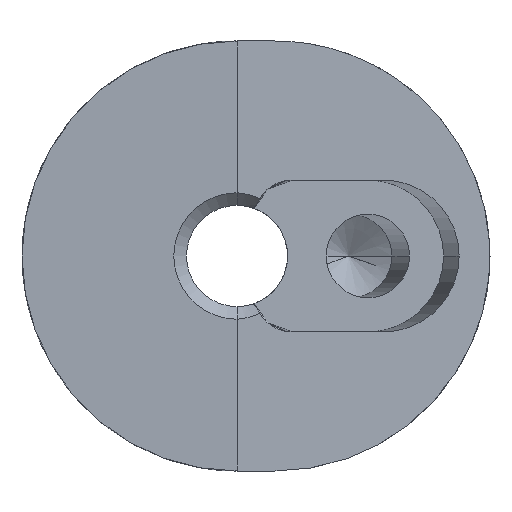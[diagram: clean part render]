
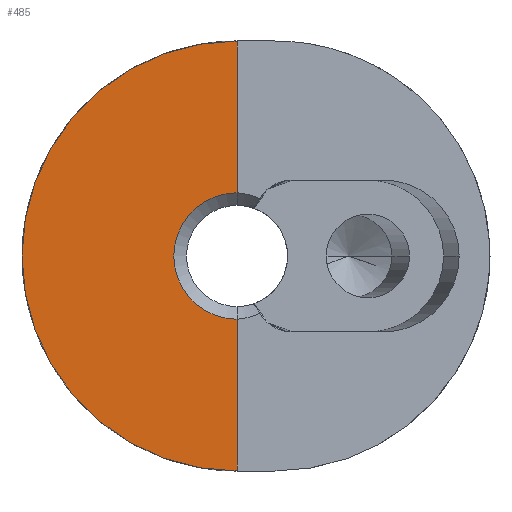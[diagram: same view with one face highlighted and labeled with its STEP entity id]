
A CAD part, left-side view. The second image highlights one B-rep face of the part: STEP entity #485.
In plain terms, the highlighted planar face has unit normal (-1, 0, 0).
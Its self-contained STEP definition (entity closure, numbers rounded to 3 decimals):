
#36 = CARTESIAN_POINT ( 'NONE',  ( 0., 0., 0. ) ) ;
#64 = DIRECTION ( 'NONE',  ( 0., 0., 1. ) ) ;
#240 = EDGE_CURVE ( 'NONE', #1083, #1216, #578, .T. ) ;
#296 = AXIS2_PLACEMENT_3D ( 'NONE', #529, #568, #566 ) ;
#310 = EDGE_CURVE ( 'NONE', #1597, #1216, #730, .T. ) ;
#312 = VERTEX_POINT ( 'NONE', #929 ) ;
#329 = EDGE_LOOP ( 'NONE', ( #650, #1691, #1048, #1327 ) ) ;
#334 = LINE ( 'NONE', #36, #942 ) ;
#420 = CIRCLE ( 'NONE', #626, 8.5 ) ;
#454 = CARTESIAN_POINT ( 'NONE',  ( 0., 0., -2.5 ) ) ;
#485 = ADVANCED_FACE ( 'NONE', ( #1183 ), #560, .F. ) ;
#529 = CARTESIAN_POINT ( 'NONE',  ( 0., 0., 0. ) ) ;
#560 = PLANE ( 'NONE',  #296 ) ;
#566 = DIRECTION ( 'NONE',  ( 0., 0., -1. ) ) ;
#568 = DIRECTION ( 'NONE',  ( 1., 0., 0. ) ) ;
#578 = LINE ( 'NONE', #777, #1246 ) ;
#588 = EDGE_CURVE ( 'NONE', #312, #1083, #420, .T. ) ;
#626 = AXIS2_PLACEMENT_3D ( 'NONE', #719, #718, #728 ) ;
#650 = ORIENTED_EDGE ( 'NONE', *, *, #588, .T. ) ;
#718 = DIRECTION ( 'NONE',  ( -1., 0., 0. ) ) ;
#719 = CARTESIAN_POINT ( 'NONE',  ( 0., 0., 0. ) ) ;
#728 = DIRECTION ( 'NONE',  ( 0., 0., 1. ) ) ;
#730 = CIRCLE ( 'NONE', #750, 2.5 ) ;
#750 = AXIS2_PLACEMENT_3D ( 'NONE', #1249, #1673, #1437 ) ;
#777 = CARTESIAN_POINT ( 'NONE',  ( 0., 0., 0. ) ) ;
#788 = DIRECTION ( 'NONE',  ( 0., 0., 1. ) ) ;
#799 = EDGE_CURVE ( 'NONE', #1597, #312, #334, .T. ) ;
#929 = CARTESIAN_POINT ( 'NONE',  ( 0., 0., 8.5 ) ) ;
#942 = VECTOR ( 'NONE', #64, 1000. ) ;
#1048 = ORIENTED_EDGE ( 'NONE', *, *, #310, .F. ) ;
#1083 = VERTEX_POINT ( 'NONE', #1382 ) ;
#1183 = FACE_OUTER_BOUND ( 'NONE', #329, .T. ) ;
#1216 = VERTEX_POINT ( 'NONE', #454 ) ;
#1246 = VECTOR ( 'NONE', #788, 1000. ) ;
#1249 = CARTESIAN_POINT ( 'NONE',  ( 0., 0., 0. ) ) ;
#1327 = ORIENTED_EDGE ( 'NONE', *, *, #799, .T. ) ;
#1382 = CARTESIAN_POINT ( 'NONE',  ( 0., 0., -8.5 ) ) ;
#1437 = DIRECTION ( 'NONE',  ( 0., 0., 1. ) ) ;
#1597 = VERTEX_POINT ( 'NONE', #1699 ) ;
#1673 = DIRECTION ( 'NONE',  ( -1., 0., 0. ) ) ;
#1691 = ORIENTED_EDGE ( 'NONE', *, *, #240, .T. ) ;
#1699 = CARTESIAN_POINT ( 'NONE',  ( 0., 0., 2.5 ) ) ;
